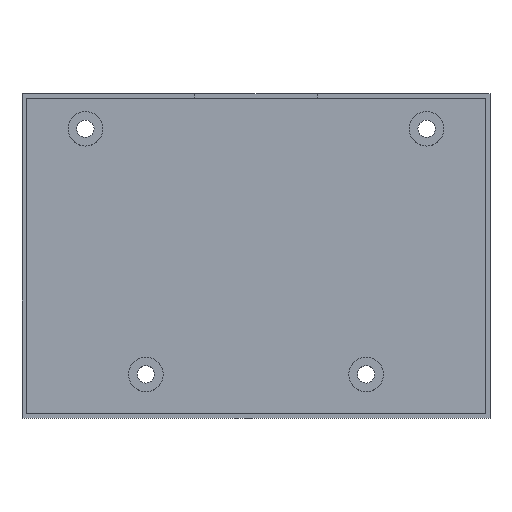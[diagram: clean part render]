
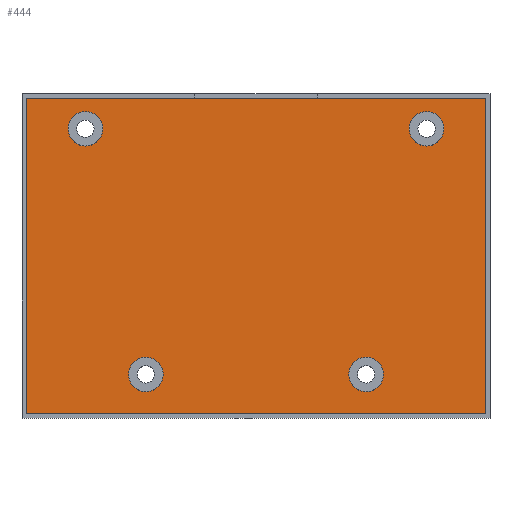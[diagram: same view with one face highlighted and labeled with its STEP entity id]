
A CAD part, top view. The second image highlights one B-rep face of the part: STEP entity #444.
In plain terms, the highlighted planar face has unit normal (0, 0, 1).
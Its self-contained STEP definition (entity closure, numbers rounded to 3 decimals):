
#23=FACE_BOUND('',#81,.T.);
#24=FACE_BOUND('',#82,.T.);
#25=FACE_BOUND('',#83,.T.);
#26=FACE_BOUND('',#84,.T.);
#35=CIRCLE('',#485,2.);
#36=CIRCLE('',#486,2.);
#37=CIRCLE('',#487,2.);
#38=CIRCLE('',#488,2.);
#54=FACE_OUTER_BOUND('',#80,.T.);
#80=EDGE_LOOP('',(#323,#324,#325,#326));
#81=EDGE_LOOP('',(#327));
#82=EDGE_LOOP('',(#328));
#83=EDGE_LOOP('',(#329));
#84=EDGE_LOOP('',(#330));
#133=LINE('',#694,#177);
#134=LINE('',#696,#178);
#135=LINE('',#698,#179);
#136=LINE('',#699,#180);
#177=VECTOR('',#551,10.);
#178=VECTOR('',#552,10.);
#179=VECTOR('',#553,10.);
#180=VECTOR('',#554,10.);
#219=VERTEX_POINT('',#692);
#220=VERTEX_POINT('',#693);
#221=VERTEX_POINT('',#695);
#222=VERTEX_POINT('',#697);
#223=VERTEX_POINT('',#700);
#224=VERTEX_POINT('',#702);
#225=VERTEX_POINT('',#704);
#226=VERTEX_POINT('',#706);
#261=EDGE_CURVE('',#219,#220,#133,.T.);
#262=EDGE_CURVE('',#220,#221,#134,.T.);
#263=EDGE_CURVE('',#221,#222,#135,.T.);
#264=EDGE_CURVE('',#222,#219,#136,.T.);
#265=EDGE_CURVE('',#223,#223,#35,.T.);
#266=EDGE_CURVE('',#224,#224,#36,.T.);
#267=EDGE_CURVE('',#225,#225,#37,.T.);
#268=EDGE_CURVE('',#226,#226,#38,.T.);
#323=ORIENTED_EDGE('',*,*,#261,.T.);
#324=ORIENTED_EDGE('',*,*,#262,.T.);
#325=ORIENTED_EDGE('',*,*,#263,.T.);
#326=ORIENTED_EDGE('',*,*,#264,.T.);
#327=ORIENTED_EDGE('',*,*,#265,.T.);
#328=ORIENTED_EDGE('',*,*,#266,.T.);
#329=ORIENTED_EDGE('',*,*,#267,.T.);
#330=ORIENTED_EDGE('',*,*,#268,.T.);
#426=PLANE('',#484);
#444=ADVANCED_FACE('',(#54,#23,#24,#25,#26),#426,.T.);
#484=AXIS2_PLACEMENT_3D('',#691,#549,#550);
#485=AXIS2_PLACEMENT_3D('',#701,#555,#556);
#486=AXIS2_PLACEMENT_3D('',#703,#557,#558);
#487=AXIS2_PLACEMENT_3D('',#705,#559,#560);
#488=AXIS2_PLACEMENT_3D('',#707,#561,#562);
#549=DIRECTION('center_axis',(0.,0.,1.));
#550=DIRECTION('ref_axis',(1.,0.,0.));
#551=DIRECTION('',(-1.,0.,0.));
#552=DIRECTION('',(0.,-1.,0.));
#553=DIRECTION('',(1.,0.,0.));
#554=DIRECTION('',(0.,1.,0.));
#555=DIRECTION('center_axis',(0.,0.,-1.));
#556=DIRECTION('ref_axis',(1.,0.,0.));
#557=DIRECTION('center_axis',(0.,0.,-1.));
#558=DIRECTION('ref_axis',(1.,0.,0.));
#559=DIRECTION('center_axis',(0.,0.,-1.));
#560=DIRECTION('ref_axis',(1.,0.,0.));
#561=DIRECTION('center_axis',(0.,0.,-1.));
#562=DIRECTION('ref_axis',(1.,0.,0.));
#691=CARTESIAN_POINT('Origin',(143.569,-86.36,-5.));
#692=CARTESIAN_POINT('',(170.168,-68.08,-5.));
#693=CARTESIAN_POINT('',(116.97,-68.08,-5.));
#694=CARTESIAN_POINT('',(156.869,-68.08,-5.));
#695=CARTESIAN_POINT('',(116.97,-104.64,-5.));
#696=CARTESIAN_POINT('',(116.97,-77.22,-5.));
#697=CARTESIAN_POINT('',(170.168,-104.64,-5.));
#698=CARTESIAN_POINT('',(130.27,-104.64,-5.));
#699=CARTESIAN_POINT('',(170.168,-95.5,-5.));
#700=CARTESIAN_POINT('',(161.322,-71.628,-5.));
#701=CARTESIAN_POINT('Origin',(163.322,-71.628,-5.));
#702=CARTESIAN_POINT('',(128.815,-100.076,-5.));
#703=CARTESIAN_POINT('Origin',(130.815,-100.076,-5.));
#704=CARTESIAN_POINT('',(154.319,-100.076,-5.));
#705=CARTESIAN_POINT('Origin',(156.319,-100.076,-5.));
#706=CARTESIAN_POINT('',(121.816,-71.628,-5.));
#707=CARTESIAN_POINT('Origin',(123.816,-71.628,-5.));
